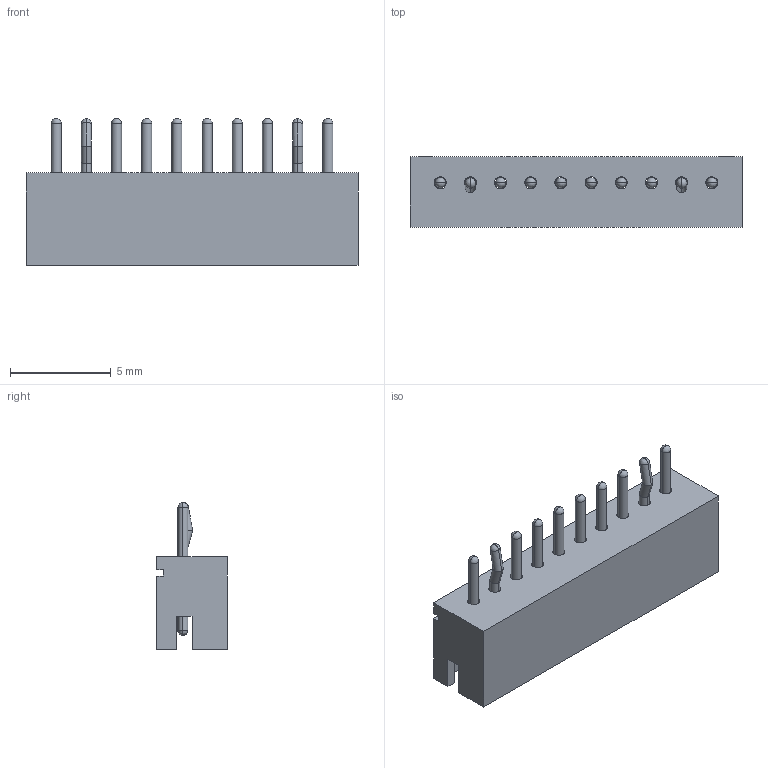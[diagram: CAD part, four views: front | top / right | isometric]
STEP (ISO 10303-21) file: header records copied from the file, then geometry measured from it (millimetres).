
FILE_DESCRIPTION((''),'2;1');
FILE_NAME('JS-1174-10','2018-04-27T',('csrd01'),(''),'CREO PARAMETRIC BY PTC INC, 2017300','CREO PARAMETRIC BY PTC INC, 2017300','');
FILE_SCHEMA(('CONFIG_CONTROL_DESIGN'));
Length unit declared in the file: millimetre
Products named in the file (1): JS-1174-10
Bounding box: 16.5 x 3.5 x 7.3 mm (x, y, z)
Volume: 121.1 mm3; surface area: 559.6 mm2
Topology: 11 solids, 11 shells, 122 faces, 322 edges, 180 vertices
Faces by surface type: cylinder 48, sphere 40, plane 34
Entity records: 3608 total; most frequent: CARTESIAN_POINT 684, DIRECTION 630, ORIENTED_EDGE 564, EDGE_CURVE 282, AXIS2_PLACEMENT_3D 242, VERTEX_POINT 180, VECTOR 146, LINE 146
